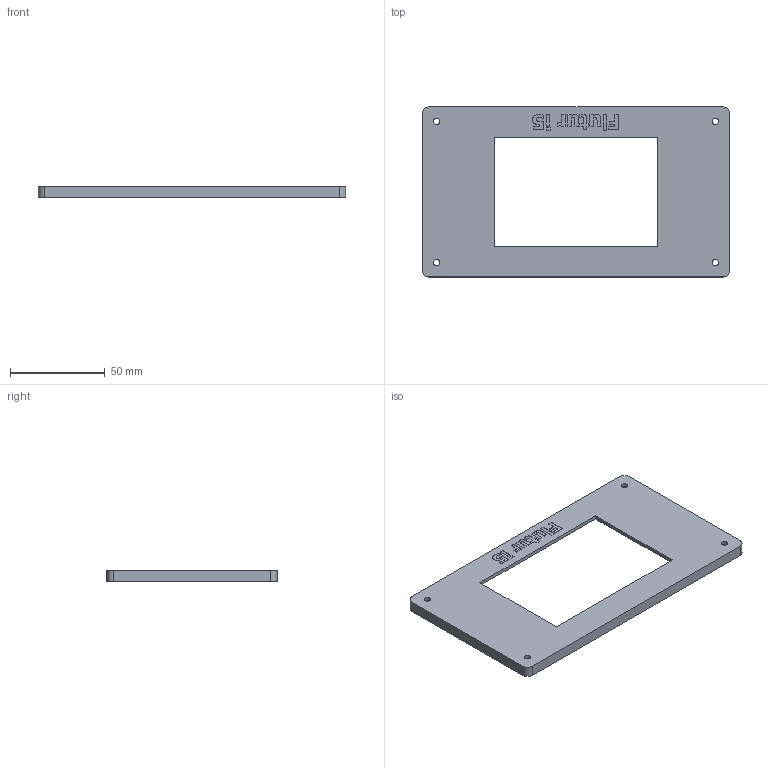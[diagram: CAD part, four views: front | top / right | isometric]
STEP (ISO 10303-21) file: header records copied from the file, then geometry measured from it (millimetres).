
Length unit declared in the file: millimetre
Products named in the file (1): Terminal Lid
Bounding box: 161.8 x 89.56 x 6 mm (x, y, z)
Volume: 22319.3 mm3; surface area: 25166.8 mm2
Topology: 1 solids, 1 shells, 155 faces, 405 edges, 270 vertices
Faces by surface type: plane 98, bspline 33, cylinder 20, torus 4
Full cylindrical faces by diameter (mm): 3.4 x4, 4.3 x4, 10 x4
Entity records: 4981 total; most frequent: CARTESIAN_POINT 1260, ORIENTED_EDGE 810, DIRECTION 637, EDGE_CURVE 405, LINE 287, VECTOR 287, VERTEX_POINT 270, EDGE_LOOP 183
